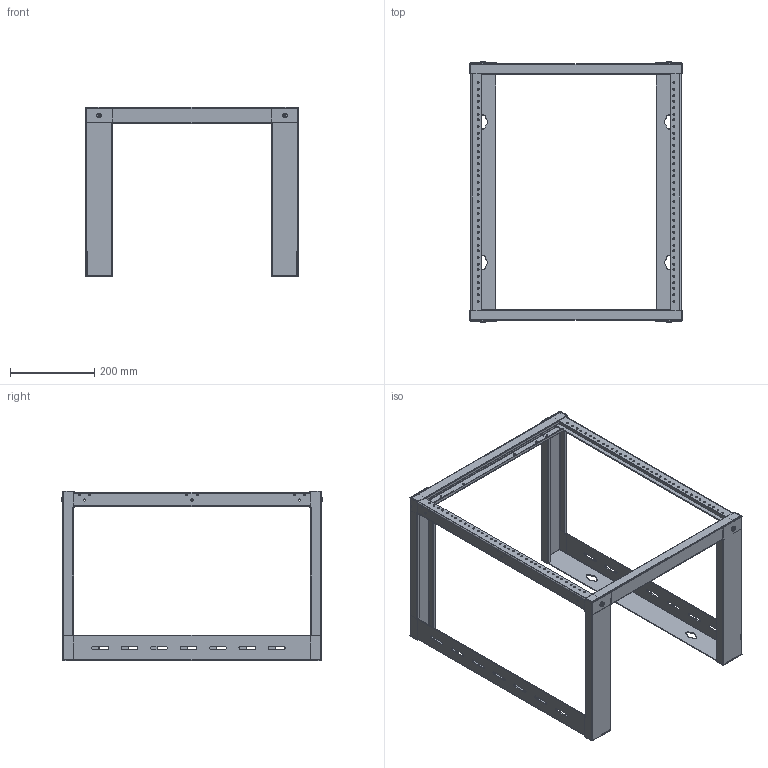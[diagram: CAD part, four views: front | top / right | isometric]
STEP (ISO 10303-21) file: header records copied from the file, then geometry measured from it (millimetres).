
FILE_DESCRIPTION (( 'STEP AP214' ), '1' );
FILE_NAME ('LC-12UWMR15IN-12-24_3D.step', '2023-12-14T14:30:44', ( '' ), ( '' ), 'SwSTEP 2.0', 'SolidWorks 2022', '' );
FILE_SCHEMA (( 'AUTOMOTIVE_DESIGN' ));
Length unit declared in the file: inch
Products named in the file (10): __________02_______1_2^side frame_LC-12UWMR15IN-12-24; _____1_2^side frame_LC-12UWMR15IN-12-24; _______1_2^front frame_LC-12UWMR15IN-12-24; LC-12UWMR15IN-12-24_3D; front frame^LC-12UWMR15IN-12-24; M6X16 cheese hd scr^LC-12UWMR15IN-12-24; ____1^front frame_LC-12UWMR15IN-12-24; M6_____1_2^front frame_LC-12UWMR15IN-12-24; ______^side frame_LC-12UWMR15IN-12-24; side frame^LC-12UWMR15IN-12-24
Assembly tree (18 placements, depth 3):
  LC-12UWMR15IN-12-24_3D
    side frame^LC-12UWMR15IN-12-24  x2
      __________02_______1_2^side frame_LC-12UWMR15IN-12-24
      _____1_2^side frame_LC-12UWMR15IN-12-24
      ______^side frame_LC-12UWMR15IN-12-24
    front frame^LC-12UWMR15IN-12-24
      M6_____1_2^front frame_LC-12UWMR15IN-12-24  x4
      _______1_2^front frame_LC-12UWMR15IN-12-24  x2
      ____1^front frame_LC-12UWMR15IN-12-24  x2
    M6X16 cheese hd scr^LC-12UWMR15IN-12-24  x4
Bounding box: 505 x 621 x 402 mm (x, y, z)
Volume: 1076769 mm3; surface area: 1034987 mm2
Topology: 18 solids, 18 shells, 864 faces, 2204 edges, 1384 vertices
Faces by surface type: plane 436, cylinder 396, cone 32
Entity records: 12574 total; most frequent: CARTESIAN_POINT 2205, DIRECTION 2146, ORIENTED_EDGE 1992, EDGE_CURVE 996, AXIS2_PLACEMENT_3D 789, VERTEX_POINT 624, VECTOR 568, LINE 568
